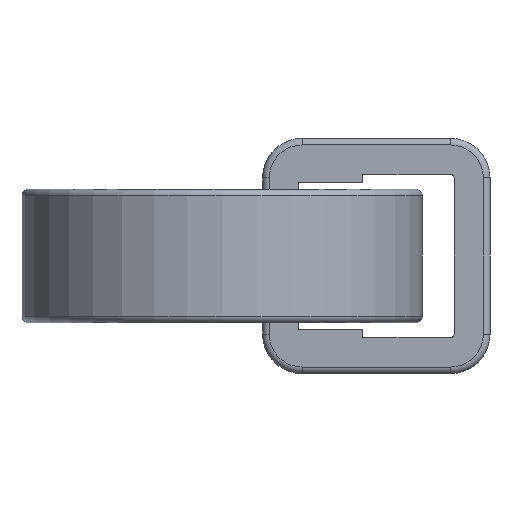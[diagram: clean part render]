
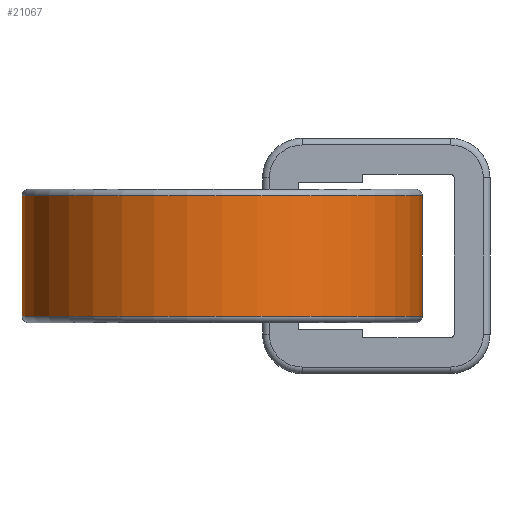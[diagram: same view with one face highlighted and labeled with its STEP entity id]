
A CAD part, front view. The second image highlights one B-rep face of the part: STEP entity #21067.
In plain terms, the highlighted cylindrical face has radius 3.81 mm (diameter 7.62 mm), a partial arc.
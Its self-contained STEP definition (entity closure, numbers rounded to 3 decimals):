
#5928 = VERTEX_POINT('',#5929);
#5929 = CARTESIAN_POINT('',(0.876,-2.794,-1.143));
#5936 = EDGE_CURVE('',#5937,#5928,#5939,.T.);
#5937 = VERTEX_POINT('',#5938);
#5938 = CARTESIAN_POINT('',(-6.744,-2.794,-1.143));
#5939 = CIRCLE('',#5940,3.81);
#5940 = AXIS2_PLACEMENT_3D('',#5941,#5942,#5943);
#5941 = CARTESIAN_POINT('',(-2.934,-2.794,-1.143));
#5942 = DIRECTION('',(0.,0.,1.));
#5943 = DIRECTION('',(1.,0.,0.));
#21067 = ADVANCED_FACE('',(#21068),#21094,.T.);
#21068 = FACE_BOUND('',#21069,.T.);
#21069 = EDGE_LOOP('',(#21070,#21081,#21087,#21088));
#21070 = ORIENTED_EDGE('',*,*,#21071,.T.);
#21071 = EDGE_CURVE('',#21072,#21074,#21076,.T.);
#21072 = VERTEX_POINT('',#21073);
#21073 = CARTESIAN_POINT('',(0.876,-2.794,1.143));
#21074 = VERTEX_POINT('',#21075);
#21075 = CARTESIAN_POINT('',(-6.744,-2.794,1.143));
#21076 = CIRCLE('',#21077,3.81);
#21077 = AXIS2_PLACEMENT_3D('',#21078,#21079,#21080);
#21078 = CARTESIAN_POINT('',(-2.934,-2.794,1.143));
#21079 = DIRECTION('',(0.,0.,-1.));
#21080 = DIRECTION('',(1.,0.,0.));
#21081 = ORIENTED_EDGE('',*,*,#21082,.T.);
#21082 = EDGE_CURVE('',#21074,#5937,#21083,.T.);
#21083 = LINE('',#21084,#21085);
#21084 = CARTESIAN_POINT('',(-6.744,-2.794,1.27));
#21085 = VECTOR('',#21086,1.);
#21086 = DIRECTION('',(0.,0.,-1.));
#21087 = ORIENTED_EDGE('',*,*,#5936,.T.);
#21088 = ORIENTED_EDGE('',*,*,#21089,.F.);
#21089 = EDGE_CURVE('',#21072,#5928,#21090,.T.);
#21090 = LINE('',#21091,#21092);
#21091 = CARTESIAN_POINT('',(0.876,-2.794,1.27));
#21092 = VECTOR('',#21093,1.);
#21093 = DIRECTION('',(0.,0.,-1.));
#21094 = CYLINDRICAL_SURFACE('',#21095,3.81);
#21095 = AXIS2_PLACEMENT_3D('',#21096,#21097,#21098);
#21096 = CARTESIAN_POINT('',(-2.934,-2.794,1.27));
#21097 = DIRECTION('',(0.,0.,-1.));
#21098 = DIRECTION('',(-1.,0.,0.));
